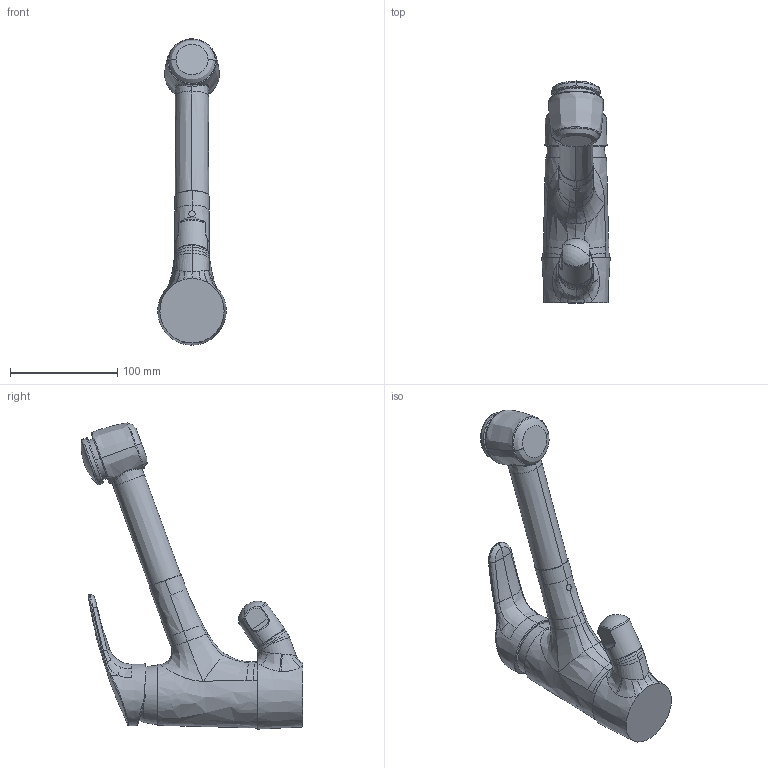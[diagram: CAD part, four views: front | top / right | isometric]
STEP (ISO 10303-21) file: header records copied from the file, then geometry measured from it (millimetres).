
FILE_DESCRIPTION (( 'STEP AP203' ), '1' );
FILE_NAME ('01392183.STEP', '2018-07-31T06:11:10', ( '' ), ( '' ), 'SwSTEP 2.0', 'SolidWorks 2016', '' );
FILE_SCHEMA (( 'CONFIG_CONTROL_DESIGN' ));
Length unit declared in the file: millimetre
Products named in the file (1): 01392183
Bounding box: 63.95 x 206.88 x 286.02 mm (x, y, z)
Volume: 805687.1 mm3; surface area: 78562.8 mm2
Topology: 1 solids, 2 shells, 191 faces, 470 edges, 282 vertices
Faces by surface type: bspline 151, cylinder 16, plane 12, torus 6, cone 4, sphere 2
Entity records: 20060 total; most frequent: CARTESIAN_POINT 16801, ORIENTED_EDGE 924, EDGE_CURVE 462, B_SPLINE_CURVE_WITH_KNOTS 380, VERTEX_POINT 282, EDGE_LOOP 198, DIRECTION 192, FACE_OUTER_BOUND 191
